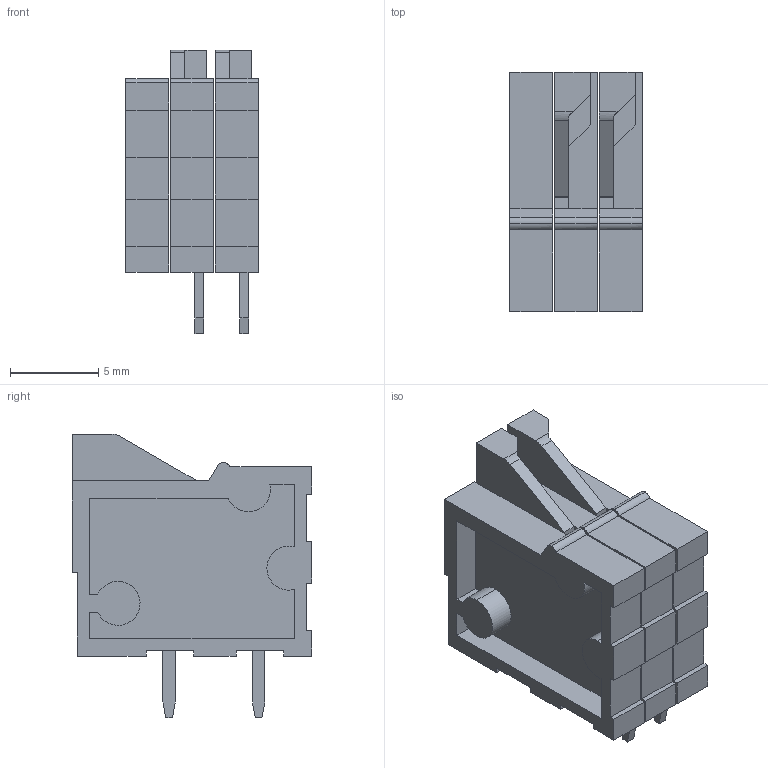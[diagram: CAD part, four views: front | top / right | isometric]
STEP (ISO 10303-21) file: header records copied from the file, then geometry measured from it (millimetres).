
FILE_DESCRIPTION(('TFLEX Exchange Step'),'2;1');
FILE_NAME('DG141R-2-2.54.step', '2021-03-25T09:56:54+04:00',('User'),('Unknown organisation'),'TFLEX Exchange 2019.0','T-FLEX CAD','Unknown authorisation');
FILE_SCHEMA( ('AUTOMOTIVE_DESIGN { 1 0 10303 214 1 1 1 1 }') );
Length unit declared in the file: millimetre
Products named in the file (1): BUFFER:00000095D3A5C3E0 
Bounding box: 7.52 x 13.6 x 16.1 mm (x, y, z)
Volume: 860 mm3; surface area: 1526.9 mm2
Topology: 9 solids, 9 shells, 183 faces, 478 edges, 316 vertices
Faces by surface type: plane 162, cylinder 15, cone 6
Full cylindrical faces by diameter (mm): 1.6 x2
Entity records: 6479 total; most frequent: CARTESIAN_POINT 2880, ORIENTED_EDGE 956, B_SPLINE_CURVE_WITH_KNOTS 478, EDGE_CURVE 478, DIRECTION 368, VERTEX_POINT 316, EDGE_LOOP 186, FACE_BOUND 186
